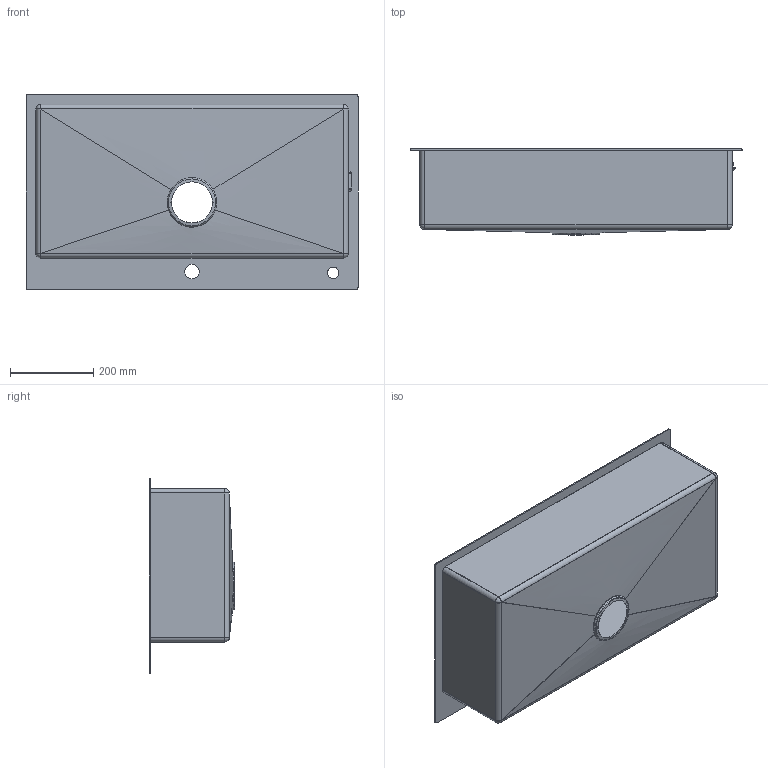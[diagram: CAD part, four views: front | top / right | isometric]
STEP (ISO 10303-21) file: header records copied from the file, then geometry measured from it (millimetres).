
FILE_DESCRIPTION((''),'2;1');
FILE_NAME('800','2017-09-04T',('ko87943'),(''),'CREO PARAMETRIC BY PTC INC, 2016130','CREO PARAMETRIC BY PTC INC, 2016130','');
FILE_SCHEMA(('CONFIG_CONTROL_DESIGN'));
Length unit declared in the file: millimetre
Products named in the file (1): 800
Bounding box: 800 x 206.7 x 470 mm (x, y, z)
Volume: 1112076.3 mm3; surface area: 1571978.8 mm2
Topology: 1 solids, 1 shells, 180 faces, 456 edges, 265 vertices
Faces by surface type: cylinder 49, plane 43, bspline 38, cone 22, torus 20, sphere 8
Entity records: 9140 total; most frequent: CARTESIAN_POINT 4944, ORIENTED_EDGE 888, DIRECTION 843, EDGE_CURVE 444, AXIS2_PLACEMENT_3D 317, VERTEX_POINT 265, VECTOR 209, LINE 209
